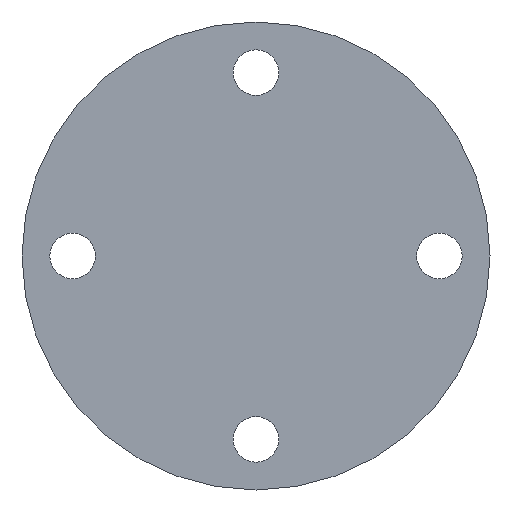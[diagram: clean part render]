
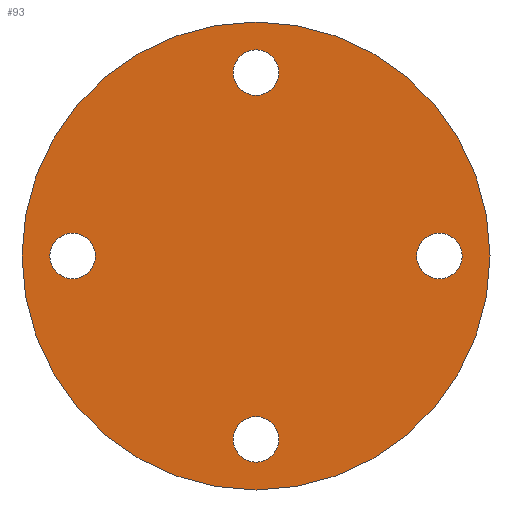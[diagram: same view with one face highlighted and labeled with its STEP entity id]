
A CAD part, front view. The second image highlights one B-rep face of the part: STEP entity #93.
In plain terms, the highlighted planar face has unit normal (0, -1, 0).
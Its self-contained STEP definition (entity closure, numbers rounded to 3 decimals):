
#7 = EDGE_CURVE ( 'NONE', #291, #128, #95, .T. ) ;
#12 = DIRECTION ( 'NONE',  ( 0., 0., -1. ) ) ;
#18 = VERTEX_POINT ( 'NONE', #133 ) ;
#19 = EDGE_CURVE ( 'NONE', #285, #50, #325, .T. ) ;
#20 = CARTESIAN_POINT ( 'NONE',  ( 0., 0., 72.5 ) ) ;
#23 = ORIENTED_EDGE ( 'NONE', *, *, #348, .T. ) ;
#32 = AXIS2_PLACEMENT_3D ( 'NONE', #279, #321, #287 ) ;
#38 = AXIS2_PLACEMENT_3D ( 'NONE', #150, #191, #261 ) ;
#39 = CIRCLE ( 'NONE', #452, 9. ) ;
#41 = ORIENTED_EDGE ( 'NONE', *, *, #19, .T. ) ;
#43 = DIRECTION ( 'NONE',  ( 0., 0., 1. ) ) ;
#46 = CIRCLE ( 'NONE', #32, 92.5 ) ;
#47 = CARTESIAN_POINT ( 'NONE',  ( 0., 0., 0. ) ) ;
#50 = VERTEX_POINT ( 'NONE', #435 ) ;
#55 = CIRCLE ( 'NONE', #260, 9. ) ;
#58 = CARTESIAN_POINT ( 'NONE',  ( 0., 0., -92.5 ) ) ;
#59 = ORIENTED_EDGE ( 'NONE', *, *, #7, .T. ) ;
#61 = CARTESIAN_POINT ( 'NONE',  ( 0., 0., 81.5 ) ) ;
#76 = FACE_BOUND ( 'NONE', #471, .T. ) ;
#81 = CARTESIAN_POINT ( 'NONE',  ( 0., 0., -81.5 ) ) ;
#90 = EDGE_LOOP ( 'NONE', ( #142, #41 ) ) ;
#93 = ADVANCED_FACE ( 'NONE', ( #231, #76, #339, #369, #412 ), #414, .F. ) ;
#95 = CIRCLE ( 'NONE', #423, 9. ) ;
#98 = DIRECTION ( 'NONE',  ( 0., 1., 0. ) ) ;
#117 = AXIS2_PLACEMENT_3D ( 'NONE', #47, #376, #43 ) ;
#122 = DIRECTION ( 'NONE',  ( 0., 0., -1. ) ) ;
#128 = VERTEX_POINT ( 'NONE', #81 ) ;
#129 = DIRECTION ( 'NONE',  ( -1., 0., 0. ) ) ;
#133 = CARTESIAN_POINT ( 'NONE',  ( 63.5, 0., 0. ) ) ;
#136 = DIRECTION ( 'NONE',  ( 0., 0., 1. ) ) ;
#140 = DIRECTION ( 'NONE',  ( 1., 0., 0. ) ) ;
#142 = ORIENTED_EDGE ( 'NONE', *, *, #466, .T. ) ;
#150 = CARTESIAN_POINT ( 'NONE',  ( 72.5, 0., 0. ) ) ;
#158 = CIRCLE ( 'NONE', #396, 92.5 ) ;
#163 = CARTESIAN_POINT ( 'NONE',  ( 72.5, 0., 0. ) ) ;
#167 = ORIENTED_EDGE ( 'NONE', *, *, #383, .T. ) ;
#179 = CARTESIAN_POINT ( 'NONE',  ( 0., 0., -72.5 ) ) ;
#182 = EDGE_CURVE ( 'NONE', #18, #209, #251, .T. ) ;
#191 = DIRECTION ( 'NONE',  ( 0., 1., 0. ) ) ;
#195 = ORIENTED_EDGE ( 'NONE', *, *, #182, .T. ) ;
#201 = ORIENTED_EDGE ( 'NONE', *, *, #392, .F. ) ;
#202 = CARTESIAN_POINT ( 'NONE',  ( 0., 0., -72.5 ) ) ;
#209 = VERTEX_POINT ( 'NONE', #342 ) ;
#213 = CARTESIAN_POINT ( 'NONE',  ( -72.5, 0., 0. ) ) ;
#216 = AXIS2_PLACEMENT_3D ( 'NONE', #249, #322, #140 ) ;
#231 = FACE_BOUND ( 'NONE', #90, .T. ) ;
#233 = AXIS2_PLACEMENT_3D ( 'NONE', #20, #316, #122 ) ;
#234 = CARTESIAN_POINT ( 'NONE',  ( 0., 0., 0. ) ) ;
#243 = CARTESIAN_POINT ( 'NONE',  ( 0., 0., -63.5 ) ) ;
#246 = DIRECTION ( 'NONE',  ( 0., 1., 0. ) ) ;
#249 = CARTESIAN_POINT ( 'NONE',  ( -72.5, 0., 0. ) ) ;
#251 = CIRCLE ( 'NONE', #38, 9. ) ;
#253 = VERTEX_POINT ( 'NONE', #388 ) ;
#255 = EDGE_LOOP ( 'NONE', ( #195, #167 ) ) ;
#260 = AXIS2_PLACEMENT_3D ( 'NONE', #163, #311, #129 ) ;
#261 = DIRECTION ( 'NONE',  ( -1., 0., 0. ) ) ;
#264 = EDGE_LOOP ( 'NONE', ( #59, #380 ) ) ;
#269 = AXIS2_PLACEMENT_3D ( 'NONE', #202, #98, #345 ) ;
#275 = EDGE_LOOP ( 'NONE', ( #350, #201 ) ) ;
#278 = VERTEX_POINT ( 'NONE', #61 ) ;
#279 = CARTESIAN_POINT ( 'NONE',  ( 0., 0., 0. ) ) ;
#283 = DIRECTION ( 'NONE',  ( 0., 0., 1. ) ) ;
#285 = VERTEX_POINT ( 'NONE', #307 ) ;
#287 = DIRECTION ( 'NONE',  ( 0., 0., 1. ) ) ;
#291 = VERTEX_POINT ( 'NONE', #243 ) ;
#307 = CARTESIAN_POINT ( 'NONE',  ( -81.5, 0., 0. ) ) ;
#311 = DIRECTION ( 'NONE',  ( 0., 1., 0. ) ) ;
#314 = DIRECTION ( 'NONE',  ( 0., 1., 0. ) ) ;
#316 = DIRECTION ( 'NONE',  ( 0., 1., 0. ) ) ;
#317 = VERTEX_POINT ( 'NONE', #58 ) ;
#321 = DIRECTION ( 'NONE',  ( 0., 1., 0. ) ) ;
#322 = DIRECTION ( 'NONE',  ( 0., 1., 0. ) ) ;
#324 = ORIENTED_EDGE ( 'NONE', *, *, #401, .T. ) ;
#325 = CIRCLE ( 'NONE', #216, 9. ) ;
#328 = DIRECTION ( 'NONE',  ( 1., 0., 0. ) ) ;
#330 = EDGE_CURVE ( 'NONE', #128, #291, #341, .T. ) ;
#339 = FACE_BOUND ( 'NONE', #255, .T. ) ;
#341 = CIRCLE ( 'NONE', #269, 9. ) ;
#342 = CARTESIAN_POINT ( 'NONE',  ( 81.5, 0., 0. ) ) ;
#345 = DIRECTION ( 'NONE',  ( 0., 0., 1. ) ) ;
#347 = AXIS2_PLACEMENT_3D ( 'NONE', #424, #246, #12 ) ;
#348 = EDGE_CURVE ( 'NONE', #253, #278, #405, .T. ) ;
#350 = ORIENTED_EDGE ( 'NONE', *, *, #446, .F. ) ;
#357 = DIRECTION ( 'NONE',  ( 0., 1., 0. ) ) ;
#369 = FACE_BOUND ( 'NONE', #264, .T. ) ;
#376 = DIRECTION ( 'NONE',  ( 0., 1., 0. ) ) ;
#378 = CIRCLE ( 'NONE', #347, 9. ) ;
#380 = ORIENTED_EDGE ( 'NONE', *, *, #330, .T. ) ;
#383 = EDGE_CURVE ( 'NONE', #209, #18, #55, .T. ) ;
#388 = CARTESIAN_POINT ( 'NONE',  ( 0., 0., 63.5 ) ) ;
#391 = VERTEX_POINT ( 'NONE', #415 ) ;
#392 = EDGE_CURVE ( 'NONE', #391, #317, #158, .T. ) ;
#396 = AXIS2_PLACEMENT_3D ( 'NONE', #234, #314, #283 ) ;
#401 = EDGE_CURVE ( 'NONE', #278, #253, #378, .T. ) ;
#405 = CIRCLE ( 'NONE', #233, 9. ) ;
#412 = FACE_OUTER_BOUND ( 'NONE', #275, .T. ) ;
#414 = PLANE ( 'NONE',  #117 ) ;
#415 = CARTESIAN_POINT ( 'NONE',  ( 0., 0., 92.5 ) ) ;
#423 = AXIS2_PLACEMENT_3D ( 'NONE', #179, #468, #136 ) ;
#424 = CARTESIAN_POINT ( 'NONE',  ( 0., 0., 72.5 ) ) ;
#435 = CARTESIAN_POINT ( 'NONE',  ( -63.5, 0., 0. ) ) ;
#446 = EDGE_CURVE ( 'NONE', #317, #391, #46, .T. ) ;
#452 = AXIS2_PLACEMENT_3D ( 'NONE', #213, #357, #328 ) ;
#466 = EDGE_CURVE ( 'NONE', #50, #285, #39, .T. ) ;
#468 = DIRECTION ( 'NONE',  ( 0., 1., 0. ) ) ;
#471 = EDGE_LOOP ( 'NONE', ( #23, #324 ) ) ;
